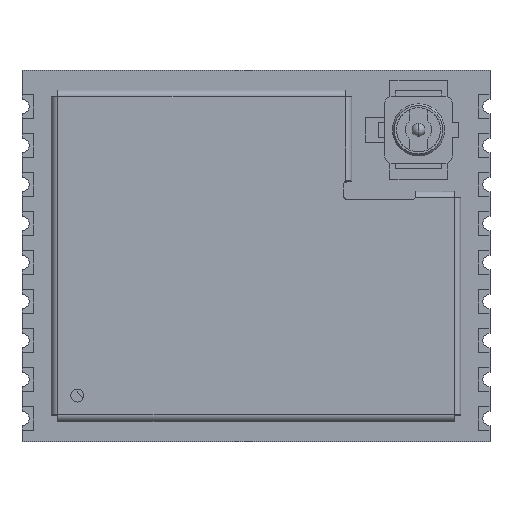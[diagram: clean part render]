
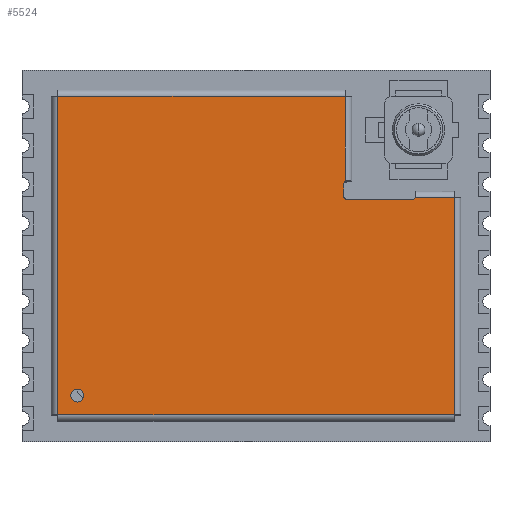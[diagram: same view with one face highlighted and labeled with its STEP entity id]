
A CAD part, top view. The second image highlights one B-rep face of the part: STEP entity #5524.
In plain terms, the highlighted planar face has unit normal (0, 0, 1).
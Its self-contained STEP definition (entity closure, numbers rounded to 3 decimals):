
#23 = DIRECTION ( 'NONE',  ( 0., 1., 0. ) ) ;
#553 = CIRCLE ( 'NONE', #80758, 0.25 ) ;
#799 = CARTESIAN_POINT ( 'NONE',  ( 11.2, 0., 2.4 ) ) ;
#886 = VERTEX_POINT ( 'NONE', #45730 ) ;
#1223 = DIRECTION ( 'NONE',  ( 0., 1., 0. ) ) ;
#2210 = CARTESIAN_POINT ( 'NONE',  ( 0.899, 5.749, 2.4 ) ) ;
#5524 = ADVANCED_FACE ( 'NONE', ( #62412, #21706 ), #81499, .F. ) ;
#5704 = VERTEX_POINT ( 'NONE', #58902 ) ;
#5757 = VERTEX_POINT ( 'NONE', #61876 ) ;
#6162 = LINE ( 'NONE', #84153, #39185 ) ;
#6522 = EDGE_CURVE ( 'NONE', #5757, #81214, #74570, .T. ) ;
#6813 = ORIENTED_EDGE ( 'NONE', *, *, #18841, .F. ) ;
#7033 = ORIENTED_EDGE ( 'NONE', *, *, #76586, .T. ) ;
#8378 = VECTOR ( 'NONE', #10442, 1000. ) ;
#8602 = DIRECTION ( 'NONE',  ( 0., -1., 0. ) ) ;
#8734 = CARTESIAN_POINT ( 'NONE',  ( 0.15, 0., 2.4 ) ) ;
#9552 = EDGE_LOOP ( 'NONE', ( #12160, #7033, #82158, #53003, #72281, #31788, #12401, #30661, #66295, #51368, #80252 ) ) ;
#9577 = DIRECTION ( 'NONE',  ( 0., 0., -1. ) ) ;
#10442 = DIRECTION ( 'NONE',  ( 0., -1., 0. ) ) ;
#10467 = DIRECTION ( 'NONE',  ( -1., 0., 0. ) ) ;
#11473 = CARTESIAN_POINT ( 'NONE',  ( 11.2, 13.987, 2.4 ) ) ;
#12160 = ORIENTED_EDGE ( 'NONE', *, *, #37520, .F. ) ;
#12330 = DIRECTION ( 'NONE',  ( -1., 0., 0. ) ) ;
#12401 = ORIENTED_EDGE ( 'NONE', *, *, #83376, .T. ) ;
#13901 = LINE ( 'NONE', #80608, #35903 ) ;
#14486 = CARTESIAN_POINT ( 'NONE',  ( 0.649, 5.749, 2.4 ) ) ;
#14762 = DIRECTION ( 'NONE',  ( -1., 0., 0. ) ) ;
#15197 = CARTESIAN_POINT ( 'NONE',  ( 0., 0., 2.4 ) ) ;
#16533 = CARTESIAN_POINT ( 'NONE',  ( 13.8, 13.4, 2.4 ) ) ;
#17878 = DIRECTION ( 'NONE',  ( -1., 0., 0. ) ) ;
#18841 = EDGE_CURVE ( 'NONE', #60319, #46061, #25973, .T. ) ;
#19859 = DIRECTION ( 'NONE',  ( 0., 0., 1. ) ) ;
#21706 = FACE_BOUND ( 'NONE', #59180, .T. ) ;
#22359 = AXIS2_PLACEMENT_3D ( 'NONE', #79043, #51776, #12330 ) ;
#22969 = DIRECTION ( 'NONE',  ( 1., 0., 0. ) ) ;
#22999 = CARTESIAN_POINT ( 'NONE',  ( 11.25, 13.3, 2.4 ) ) ;
#24277 = EDGE_CURVE ( 'NONE', #886, #44728, #69584, .T. ) ;
#24672 = CARTESIAN_POINT ( 'NONE',  ( 1.149, 5.749, 2.4 ) ) ;
#24942 = AXIS2_PLACEMENT_3D ( 'NONE', #15197, #9577, #29892 ) ;
#25973 = CIRCLE ( 'NONE', #57810, 0.25 ) ;
#28264 = CARTESIAN_POINT ( 'NONE',  ( 11.25, 13.4, 2.4 ) ) ;
#28608 = VECTOR ( 'NONE', #1223, 1000. ) ;
#29892 = DIRECTION ( 'NONE',  ( 0., -1., 0. ) ) ;
#30661 = ORIENTED_EDGE ( 'NONE', *, *, #31116, .T. ) ;
#31116 = EDGE_CURVE ( 'NONE', #59958, #886, #13901, .T. ) ;
#31788 = ORIENTED_EDGE ( 'NONE', *, *, #52510, .T. ) ;
#31890 = VERTEX_POINT ( 'NONE', #34432 ) ;
#32084 = VERTEX_POINT ( 'NONE', #11473 ) ;
#33591 = VECTOR ( 'NONE', #75744, 1000. ) ;
#33727 = LINE ( 'NONE', #80141, #49141 ) ;
#34432 = CARTESIAN_POINT ( 'NONE',  ( 11.15, 13.9, 2.4 ) ) ;
#34564 = LINE ( 'NONE', #68791, #33591 ) ;
#35172 = DIRECTION ( 'NONE',  ( 0., 0., -1. ) ) ;
#35903 = VECTOR ( 'NONE', #14762, 1000. ) ;
#36268 = LINE ( 'NONE', #67940, #84992 ) ;
#37520 = EDGE_CURVE ( 'NONE', #31890, #49542, #36268, .T. ) ;
#37551 = CIRCLE ( 'NONE', #22359, 0.1 ) ;
#39185 = VECTOR ( 'NONE', #17878, 1000. ) ;
#40630 = LINE ( 'NONE', #799, #28608 ) ;
#41074 = DIRECTION ( 'NONE',  ( 1., 0., 0. ) ) ;
#42984 = DIRECTION ( 'NONE',  ( 0., 0., -1. ) ) ;
#44043 = VERTEX_POINT ( 'NONE', #81913 ) ;
#44724 = CARTESIAN_POINT ( 'NONE',  ( 0., 5., 2.4 ) ) ;
#44728 = VERTEX_POINT ( 'NONE', #81710 ) ;
#45730 = CARTESIAN_POINT ( 'NONE',  ( 13.887, 13.35, 2.4 ) ) ;
#46061 = VERTEX_POINT ( 'NONE', #24672 ) ;
#46289 = EDGE_CURVE ( 'NONE', #48588, #44728, #34564, .T. ) ;
#46565 = VECTOR ( 'NONE', #52497, 1000. ) ;
#46944 = EDGE_CURVE ( 'NONE', #5704, #5757, #6162, .T. ) ;
#48588 = VERTEX_POINT ( 'NONE', #22999 ) ;
#49141 = VECTOR ( 'NONE', #23, 1000. ) ;
#49542 = VERTEX_POINT ( 'NONE', #58310 ) ;
#50154 = EDGE_CURVE ( 'NONE', #46061, #60319, #553, .T. ) ;
#51368 = ORIENTED_EDGE ( 'NONE', *, *, #46289, .F. ) ;
#51776 = DIRECTION ( 'NONE',  ( 0., 0., -1. ) ) ;
#52497 = DIRECTION ( 'NONE',  ( 1., 0., 0. ) ) ;
#52510 = EDGE_CURVE ( 'NONE', #81214, #44043, #78070, .T. ) ;
#53003 = ORIENTED_EDGE ( 'NONE', *, *, #46944, .T. ) ;
#55491 = DIRECTION ( 'NONE',  ( 0., 0., 1. ) ) ;
#55525 = AXIS2_PLACEMENT_3D ( 'NONE', #28264, #35172, #81153 ) ;
#57810 = AXIS2_PLACEMENT_3D ( 'NONE', #67920, #19859, #41074 ) ;
#58310 = CARTESIAN_POINT ( 'NONE',  ( 11.15, 13.4, 2.4 ) ) ;
#58902 = CARTESIAN_POINT ( 'NONE',  ( 11.2, 17.25, 2.4 ) ) ;
#59180 = EDGE_LOOP ( 'NONE', ( #78813, #6813 ) ) ;
#59958 = VERTEX_POINT ( 'NONE', #67011 ) ;
#60319 = VERTEX_POINT ( 'NONE', #14486 ) ;
#61876 = CARTESIAN_POINT ( 'NONE',  ( 0.15, 17.25, 2.4 ) ) ;
#62412 = FACE_OUTER_BOUND ( 'NONE', #9552, .T. ) ;
#63097 = EDGE_CURVE ( 'NONE', #32084, #5704, #40630, .T. ) ;
#65246 = CIRCLE ( 'NONE', #55525, 0.1 ) ;
#66295 = ORIENTED_EDGE ( 'NONE', *, *, #24277, .T. ) ;
#67011 = CARTESIAN_POINT ( 'NONE',  ( 15.4, 13.35, 2.4 ) ) ;
#67920 = CARTESIAN_POINT ( 'NONE',  ( 0.899, 5.749, 2.4 ) ) ;
#67940 = CARTESIAN_POINT ( 'NONE',  ( 11.15, 13.5, 2.4 ) ) ;
#68791 = CARTESIAN_POINT ( 'NONE',  ( 10.45, 13.3, 2.4 ) ) ;
#69584 = CIRCLE ( 'NONE', #80667, 0.1 ) ;
#72281 = ORIENTED_EDGE ( 'NONE', *, *, #6522, .T. ) ;
#74570 = LINE ( 'NONE', #8734, #8378 ) ;
#75690 = EDGE_CURVE ( 'NONE', #48588, #49542, #65246, .T. ) ;
#75744 = DIRECTION ( 'NONE',  ( 1., 0., 0. ) ) ;
#75976 = CARTESIAN_POINT ( 'NONE',  ( 0.15, 5., 2.4 ) ) ;
#76586 = EDGE_CURVE ( 'NONE', #31890, #32084, #37551, .T. ) ;
#78070 = LINE ( 'NONE', #44724, #46565 ) ;
#78813 = ORIENTED_EDGE ( 'NONE', *, *, #50154, .F. ) ;
#79043 = CARTESIAN_POINT ( 'NONE',  ( 11.25, 13.9, 2.4 ) ) ;
#80141 = CARTESIAN_POINT ( 'NONE',  ( 15.4, 0., 2.4 ) ) ;
#80252 = ORIENTED_EDGE ( 'NONE', *, *, #75690, .T. ) ;
#80608 = CARTESIAN_POINT ( 'NONE',  ( 0., 13.35, 2.4 ) ) ;
#80667 = AXIS2_PLACEMENT_3D ( 'NONE', #16533, #42984, #10467 ) ;
#80758 = AXIS2_PLACEMENT_3D ( 'NONE', #2210, #55491, #22969 ) ;
#81153 = DIRECTION ( 'NONE',  ( -1., 0., 0. ) ) ;
#81214 = VERTEX_POINT ( 'NONE', #75976 ) ;
#81499 = PLANE ( 'NONE',  #24942 ) ;
#81710 = CARTESIAN_POINT ( 'NONE',  ( 13.8, 13.3, 2.4 ) ) ;
#81913 = CARTESIAN_POINT ( 'NONE',  ( 15.4, 5., 2.4 ) ) ;
#82158 = ORIENTED_EDGE ( 'NONE', *, *, #63097, .T. ) ;
#83376 = EDGE_CURVE ( 'NONE', #44043, #59958, #33727, .T. ) ;
#84153 = CARTESIAN_POINT ( 'NONE',  ( 0., 17.25, 2.4 ) ) ;
#84992 = VECTOR ( 'NONE', #8602, 1000. ) ;
